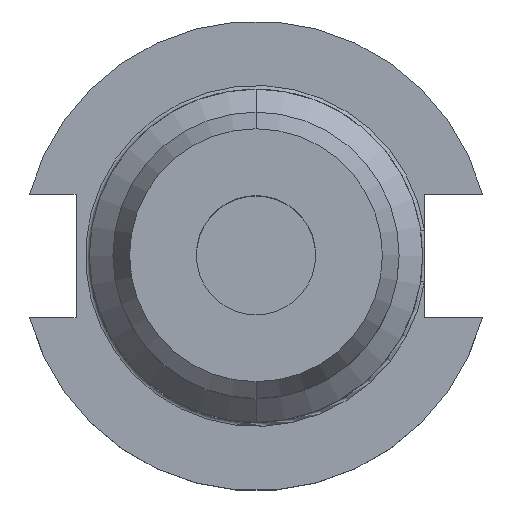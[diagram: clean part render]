
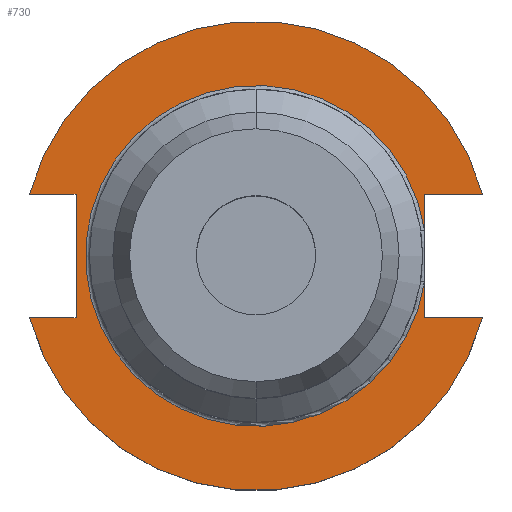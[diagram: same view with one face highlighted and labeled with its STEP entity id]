
A CAD part, top view. The second image highlights one B-rep face of the part: STEP entity #730.
In plain terms, the highlighted planar face has unit normal (0, 0, 1).
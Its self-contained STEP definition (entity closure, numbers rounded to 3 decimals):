
#6 = VERTEX_POINT ( 'NONE', #1525 ) ;
#24 = VERTEX_POINT ( 'NONE', #115 ) ;
#44 = CIRCLE ( 'NONE', #1308, 49.212 ) ;
#69 = CARTESIAN_POINT ( 'NONE',  ( 35.306, -5.455, 19.05 ) ) ;
#115 = CARTESIAN_POINT ( 'NONE',  ( 47.477, -12.954, 19.05 ) ) ;
#162 = DIRECTION ( 'NONE',  ( 0., 0., 1. ) ) ;
#165 = CIRCLE ( 'NONE', #1126, 35.725 ) ;
#167 = CARTESIAN_POINT ( 'NONE',  ( 0., 0., 19.05 ) ) ;
#196 = CARTESIAN_POINT ( 'NONE',  ( 35.306, 12.954, 19.05 ) ) ;
#218 = CARTESIAN_POINT ( 'NONE',  ( 0., 0., 19.05 ) ) ;
#341 = DIRECTION ( 'NONE',  ( 0., 0., 1. ) ) ;
#418 = ORIENTED_EDGE ( 'NONE', *, *, #1152, .F. ) ;
#425 = VECTOR ( 'NONE', #1554, 1000. ) ;
#445 = DIRECTION ( 'NONE',  ( -1., 0., 0. ) ) ;
#467 = VECTOR ( 'NONE', #1087, 1000. ) ;
#473 = DIRECTION ( 'NONE',  ( 1., 0., 0. ) ) ;
#510 = EDGE_CURVE ( 'NONE', #1672, #568, #683, .T. ) ;
#511 = ORIENTED_EDGE ( 'NONE', *, *, #1932, .T. ) ;
#540 = ORIENTED_EDGE ( 'NONE', *, *, #1025, .T. ) ;
#554 = EDGE_CURVE ( 'NONE', #6, #1493, #1059, .T. ) ;
#568 = VERTEX_POINT ( 'NONE', #580 ) ;
#580 = CARTESIAN_POINT ( 'NONE',  ( -47.477, 12.954, 19.05 ) ) ;
#602 = DIRECTION ( 'NONE',  ( 1., 0., 0. ) ) ;
#656 = DIRECTION ( 'NONE',  ( 0., -1., 0. ) ) ;
#659 = CARTESIAN_POINT ( 'NONE',  ( 35.306, -12.954, 19.05 ) ) ;
#679 = CARTESIAN_POINT ( 'NONE',  ( 35.306, 5.455, 19.05 ) ) ;
#683 = LINE ( 'NONE', #718, #1898 ) ;
#718 = CARTESIAN_POINT ( 'NONE',  ( -63.719, 12.954, 19.05 ) ) ;
#730 = ADVANCED_FACE ( 'NONE', ( #985 ), #1173, .T. ) ;
#738 = VERTEX_POINT ( 'NONE', #69 ) ;
#746 = LINE ( 'NONE', #196, #1485 ) ;
#819 = CARTESIAN_POINT ( 'NONE',  ( 47.477, 12.954, 19.05 ) ) ;
#847 = CARTESIAN_POINT ( 'NONE',  ( 35.306, 12.954, 19.05 ) ) ;
#915 = LINE ( 'NONE', #1303, #425 ) ;
#931 = AXIS2_PLACEMENT_3D ( 'NONE', #1763, #1643, #1821 ) ;
#970 = VERTEX_POINT ( 'NONE', #679 ) ;
#985 = FACE_OUTER_BOUND ( 'NONE', #1133, .T. ) ;
#997 = CARTESIAN_POINT ( 'NONE',  ( -37.719, 12.954, 19.05 ) ) ;
#998 = EDGE_CURVE ( 'NONE', #738, #1754, #1799, .T. ) ;
#1012 = VECTOR ( 'NONE', #602, 1000. ) ;
#1025 = EDGE_CURVE ( 'NONE', #738, #970, #165, .T. ) ;
#1059 = LINE ( 'NONE', #1362, #1012 ) ;
#1068 = ORIENTED_EDGE ( 'NONE', *, *, #510, .F. ) ;
#1087 = DIRECTION ( 'NONE',  ( 1., 0., 0. ) ) ;
#1094 = EDGE_CURVE ( 'NONE', #1946, #1877, #915, .T. ) ;
#1126 = AXIS2_PLACEMENT_3D ( 'NONE', #218, #1623, #1760 ) ;
#1133 = EDGE_LOOP ( 'NONE', ( #1952, #540, #1709, #1570, #511, #1068, #418, #1406, #1286, #1747 ) ) ;
#1152 = EDGE_CURVE ( 'NONE', #1493, #1672, #1968, .T. ) ;
#1173 = PLANE ( 'NONE',  #931 ) ;
#1286 = ORIENTED_EDGE ( 'NONE', *, *, #1297, .T. ) ;
#1294 = CARTESIAN_POINT ( 'NONE',  ( -37.719, 12.954, 19.05 ) ) ;
#1297 = EDGE_CURVE ( 'NONE', #6, #24, #44, .T. ) ;
#1303 = CARTESIAN_POINT ( 'NONE',  ( 35.306, 12.954, 19.05 ) ) ;
#1308 = AXIS2_PLACEMENT_3D ( 'NONE', #167, #162, #473 ) ;
#1362 = CARTESIAN_POINT ( 'NONE',  ( -63.719, -12.954, 19.05 ) ) ;
#1406 = ORIENTED_EDGE ( 'NONE', *, *, #554, .F. ) ;
#1410 = LINE ( 'NONE', #659, #467 ) ;
#1442 = DIRECTION ( 'NONE',  ( 0., 1., 0. ) ) ;
#1452 = CARTESIAN_POINT ( 'NONE',  ( 35.306, -12.954, 19.05 ) ) ;
#1485 = VECTOR ( 'NONE', #656, 1000. ) ;
#1489 = AXIS2_PLACEMENT_3D ( 'NONE', #1958, #341, #1934 ) ;
#1493 = VERTEX_POINT ( 'NONE', #2016 ) ;
#1525 = CARTESIAN_POINT ( 'NONE',  ( -47.477, -12.954, 19.05 ) ) ;
#1532 = CIRCLE ( 'NONE', #1489, 49.212 ) ;
#1554 = DIRECTION ( 'NONE',  ( -1., 0., 0. ) ) ;
#1570 = ORIENTED_EDGE ( 'NONE', *, *, #1094, .F. ) ;
#1591 = CARTESIAN_POINT ( 'NONE',  ( 35.306, 12.954, 19.05 ) ) ;
#1623 = DIRECTION ( 'NONE',  ( 0., 0., -1. ) ) ;
#1643 = DIRECTION ( 'NONE',  ( 0., 0., 1. ) ) ;
#1672 = VERTEX_POINT ( 'NONE', #997 ) ;
#1709 = ORIENTED_EDGE ( 'NONE', *, *, #1977, .F. ) ;
#1746 = VECTOR ( 'NONE', #1943, 1000. ) ;
#1747 = ORIENTED_EDGE ( 'NONE', *, *, #1831, .F. ) ;
#1754 = VERTEX_POINT ( 'NONE', #1452 ) ;
#1760 = DIRECTION ( 'NONE',  ( 1., 0., 0. ) ) ;
#1763 = CARTESIAN_POINT ( 'NONE',  ( 0., 49.212, 19.05 ) ) ;
#1799 = LINE ( 'NONE', #1591, #1746 ) ;
#1821 = DIRECTION ( 'NONE',  ( 1., 0., 0. ) ) ;
#1831 = EDGE_CURVE ( 'NONE', #1754, #24, #1410, .T. ) ;
#1869 = VECTOR ( 'NONE', #1442, 1000. ) ;
#1877 = VERTEX_POINT ( 'NONE', #847 ) ;
#1898 = VECTOR ( 'NONE', #445, 1000. ) ;
#1932 = EDGE_CURVE ( 'NONE', #1946, #568, #1532, .T. ) ;
#1934 = DIRECTION ( 'NONE',  ( 1., 0., 0. ) ) ;
#1943 = DIRECTION ( 'NONE',  ( 0., -1., 0. ) ) ;
#1946 = VERTEX_POINT ( 'NONE', #819 ) ;
#1952 = ORIENTED_EDGE ( 'NONE', *, *, #998, .F. ) ;
#1958 = CARTESIAN_POINT ( 'NONE',  ( 0., 0., 19.05 ) ) ;
#1968 = LINE ( 'NONE', #1294, #1869 ) ;
#1977 = EDGE_CURVE ( 'NONE', #1877, #970, #746, .T. ) ;
#2016 = CARTESIAN_POINT ( 'NONE',  ( -37.719, -12.954, 19.05 ) ) ;
